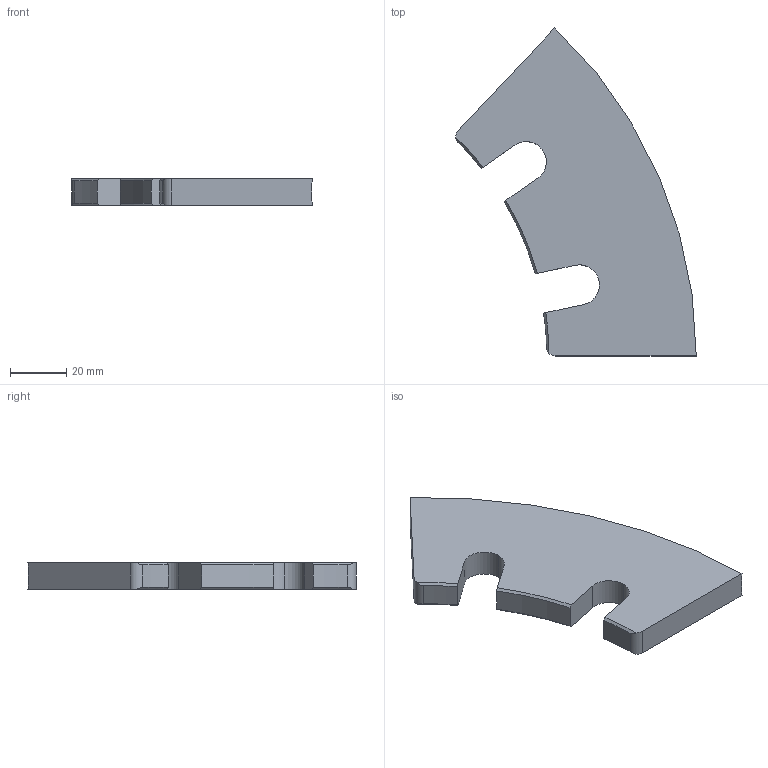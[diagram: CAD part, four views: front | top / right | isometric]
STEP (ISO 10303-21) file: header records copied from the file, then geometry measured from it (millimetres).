
FILE_DESCRIPTION (( 'STEP AP203' ), '1' );
FILE_NAME ('M3511.STEP', '2022-04-22T20:58:53', ( '' ), ( '' ), 'SwSTEP 2.0', 'SolidWorks 2020', '' );
FILE_SCHEMA (( 'CONFIG_CONTROL_DESIGN' ));
Length unit declared in the file: inch
Products named in the file (1): M3511
Bounding box: 85.5 x 116.62 x 9.49 mm (x, y, z)
Volume: 49313.8 mm3; surface area: 14135.1 mm2
Topology: 1 solids, 1 shells, 25 faces, 69 edges, 46 vertices
Faces by surface type: cylinder 9, plane 8, cone 6, torus 2
Entity records: 929 total; most frequent: CARTESIAN_POINT 201, DIRECTION 140, ORIENTED_EDGE 138, EDGE_CURVE 69, AXIS2_PLACEMENT_3D 57, VERTEX_POINT 46, CIRCLE 31, LINE 26
